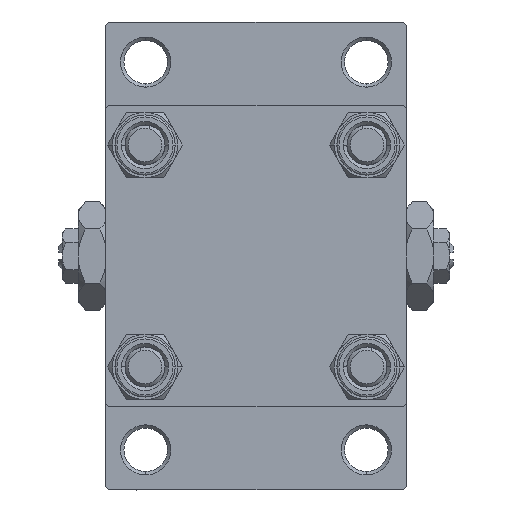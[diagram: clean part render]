
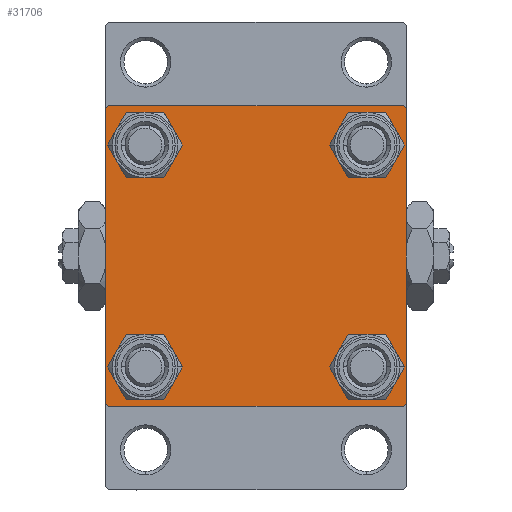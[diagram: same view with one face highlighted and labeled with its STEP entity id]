
A CAD part, left-side view. The second image highlights one B-rep face of the part: STEP entity #31706.
In plain terms, the highlighted planar face has unit normal (-1, 0, 0).
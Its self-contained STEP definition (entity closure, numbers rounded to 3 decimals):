
#592 = DIRECTION ( 'NONE',  ( 0., 0., -1. ) ) ;
#739 = CARTESIAN_POINT ( 'NONE',  ( 0., 16.6, -20.1 ) ) ;
#1184 = CIRCLE ( 'NONE', #5912, 3.5 ) ;
#1364 = DIRECTION ( 'NONE',  ( 0., -1., 0. ) ) ;
#1712 = EDGE_CURVE ( 'NONE', #39095, #44224, #5812, .T. ) ;
#1863 = LINE ( 'NONE', #21052, #45403 ) ;
#2325 = DIRECTION ( 'NONE',  ( 1., 0., 0. ) ) ;
#2607 = VERTEX_POINT ( 'NONE', #38259 ) ;
#3105 = ORIENTED_EDGE ( 'NONE', *, *, #1712, .T. ) ;
#3278 = CARTESIAN_POINT ( 'NONE',  ( 0., -22.25, -22.25 ) ) ;
#3573 = LINE ( 'NONE', #40947, #29200 ) ;
#3920 = CARTESIAN_POINT ( 'NONE',  ( 0., 22.5, 22. ) ) ;
#5370 = ORIENTED_EDGE ( 'NONE', *, *, #39369, .T. ) ;
#5467 = LINE ( 'NONE', #34293, #26914 ) ;
#5812 = CIRCLE ( 'NONE', #12092, 3.5 ) ;
#5912 = AXIS2_PLACEMENT_3D ( 'NONE', #26940, #33666, #23491 ) ;
#6863 = VERTEX_POINT ( 'NONE', #43409 ) ;
#7463 = VERTEX_POINT ( 'NONE', #39618 ) ;
#7912 = ORIENTED_EDGE ( 'NONE', *, *, #31257, .T. ) ;
#8465 = LINE ( 'NONE', #29916, #46656 ) ;
#8757 = ORIENTED_EDGE ( 'NONE', *, *, #47380, .T. ) ;
#8775 = EDGE_LOOP ( 'NONE', ( #12634, #14725, #9490, #7912, #22117, #10954, #41152, #5370 ) ) ;
#9224 = DIRECTION ( 'NONE',  ( 1., 0., 0. ) ) ;
#9261 = DIRECTION ( 'NONE',  ( 1., 0., 0. ) ) ;
#9490 = ORIENTED_EDGE ( 'NONE', *, *, #28289, .T. ) ;
#9617 = DIRECTION ( 'NONE',  ( 0., 0., 1. ) ) ;
#10376 = CARTESIAN_POINT ( 'NONE',  ( 0., -16.6, 13.1 ) ) ;
#10544 = CIRCLE ( 'NONE', #44327, 3.5 ) ;
#10749 = CARTESIAN_POINT ( 'NONE',  ( 0., -22., -22.5 ) ) ;
#10954 = ORIENTED_EDGE ( 'NONE', *, *, #15145, .T. ) ;
#11910 = DIRECTION ( 'NONE',  ( 0., 0.707, 0.707 ) ) ;
#12092 = AXIS2_PLACEMENT_3D ( 'NONE', #46830, #2325, #43141 ) ;
#12634 = ORIENTED_EDGE ( 'NONE', *, *, #45586, .T. ) ;
#12868 = FACE_OUTER_BOUND ( 'NONE', #8775, .T. ) ;
#13099 = EDGE_CURVE ( 'NONE', #38052, #32915, #15952, .T. ) ;
#13144 = EDGE_LOOP ( 'NONE', ( #20908, #18494 ) ) ;
#13545 = VERTEX_POINT ( 'NONE', #43294 ) ;
#13811 = DIRECTION ( 'NONE',  ( 1., 0., 0. ) ) ;
#14378 = CIRCLE ( 'NONE', #41854, 3.5 ) ;
#14725 = ORIENTED_EDGE ( 'NONE', *, *, #35645, .T. ) ;
#15078 = DIRECTION ( 'NONE',  ( 0., 0., 1. ) ) ;
#15145 = EDGE_CURVE ( 'NONE', #2607, #39817, #8465, .T. ) ;
#15394 = EDGE_CURVE ( 'NONE', #44224, #39095, #10544, .T. ) ;
#15617 = EDGE_CURVE ( 'NONE', #31712, #48175, #48266, .T. ) ;
#15839 = FACE_BOUND ( 'NONE', #28240, .T. ) ;
#15952 = CIRCLE ( 'NONE', #21455, 3.5 ) ;
#16902 = DIRECTION ( 'NONE',  ( 0., 0., 1. ) ) ;
#17012 = EDGE_CURVE ( 'NONE', #32915, #38052, #1184, .T. ) ;
#17804 = ORIENTED_EDGE ( 'NONE', *, *, #38435, .T. ) ;
#18494 = ORIENTED_EDGE ( 'NONE', *, *, #13099, .T. ) ;
#18632 = CARTESIAN_POINT ( 'NONE',  ( 0., -16.6, 20.1 ) ) ;
#19070 = CARTESIAN_POINT ( 'NONE',  ( 0., 22., -22.5 ) ) ;
#20109 = CARTESIAN_POINT ( 'NONE',  ( 0., -22., 22.5 ) ) ;
#20264 = FACE_BOUND ( 'NONE', #13144, .T. ) ;
#20505 = DIRECTION ( 'NONE',  ( -1., 0., 0. ) ) ;
#20675 = DIRECTION ( 'NONE',  ( 0., 0., -1. ) ) ;
#20908 = ORIENTED_EDGE ( 'NONE', *, *, #17012, .T. ) ;
#21052 = CARTESIAN_POINT ( 'NONE',  ( 0., 22.5, -22.5 ) ) ;
#21285 = CARTESIAN_POINT ( 'NONE',  ( 0., 16.6, 16.6 ) ) ;
#21391 = ORIENTED_EDGE ( 'NONE', *, *, #15617, .T. ) ;
#21410 = LINE ( 'NONE', #43787, #47759 ) ;
#21455 = AXIS2_PLACEMENT_3D ( 'NONE', #21745, #40908, #21995 ) ;
#21456 = DIRECTION ( 'NONE',  ( 0., 0., 1. ) ) ;
#21504 = EDGE_LOOP ( 'NONE', ( #21391, #44967 ) ) ;
#21745 = CARTESIAN_POINT ( 'NONE',  ( 0., 16.6, -16.6 ) ) ;
#21995 = DIRECTION ( 'NONE',  ( 0., 0., 1. ) ) ;
#22117 = ORIENTED_EDGE ( 'NONE', *, *, #27606, .F. ) ;
#22136 = VECTOR ( 'NONE', #31261, 1000. ) ;
#22539 = CARTESIAN_POINT ( 'NONE',  ( 0., 16.6, 13.1 ) ) ;
#22914 = CARTESIAN_POINT ( 'NONE',  ( 0., 22.5, 22.5 ) ) ;
#23436 = EDGE_LOOP ( 'NONE', ( #17804, #8757 ) ) ;
#23491 = DIRECTION ( 'NONE',  ( 0., 0., 1. ) ) ;
#24206 = FACE_BOUND ( 'NONE', #23436, .T. ) ;
#24369 = CARTESIAN_POINT ( 'NONE',  ( 0., 22.25, 22.25 ) ) ;
#25402 = CARTESIAN_POINT ( 'NONE',  ( 0., 16.6, 16.6 ) ) ;
#26374 = LINE ( 'NONE', #22914, #38728 ) ;
#26674 = VECTOR ( 'NONE', #42025, 1000. ) ;
#26914 = VECTOR ( 'NONE', #592, 1000. ) ;
#26925 = CARTESIAN_POINT ( 'NONE',  ( 0., 16.6, 20.1 ) ) ;
#26940 = CARTESIAN_POINT ( 'NONE',  ( 0., 16.6, -16.6 ) ) ;
#26941 = CARTESIAN_POINT ( 'NONE',  ( 0., 16.6, -13.1 ) ) ;
#27284 = VERTEX_POINT ( 'NONE', #19070 ) ;
#27606 = EDGE_CURVE ( 'NONE', #2607, #7463, #21410, .T. ) ;
#27728 = CARTESIAN_POINT ( 'NONE',  ( 0., -16.6, -16.6 ) ) ;
#28240 = EDGE_LOOP ( 'NONE', ( #38774, #3105 ) ) ;
#28289 = EDGE_CURVE ( 'NONE', #27284, #44310, #1863, .T. ) ;
#28683 = DIRECTION ( 'NONE',  ( 0., 0., 1. ) ) ;
#29101 = AXIS2_PLACEMENT_3D ( 'NONE', #30637, #20505, #39195 ) ;
#29200 = VECTOR ( 'NONE', #41672, 1000. ) ;
#29916 = CARTESIAN_POINT ( 'NONE',  ( 0., -22.25, 22.25 ) ) ;
#30555 = DIRECTION ( 'NONE',  ( 0., -1., 0. ) ) ;
#30637 = CARTESIAN_POINT ( 'NONE',  ( 0., 0., 0. ) ) ;
#30816 = CARTESIAN_POINT ( 'NONE',  ( 0., -16.6, 16.6 ) ) ;
#31257 = EDGE_CURVE ( 'NONE', #44310, #7463, #38105, .T. ) ;
#31261 = DIRECTION ( 'NONE',  ( 0., 0.707, -0.707 ) ) ;
#31520 = CIRCLE ( 'NONE', #40936, 3.5 ) ;
#31706 = ADVANCED_FACE ( 'NONE', ( #15839, #46556, #20264, #24206, #12868 ), #42388, .T. ) ;
#31712 = VERTEX_POINT ( 'NONE', #46079 ) ;
#31717 = VERTEX_POINT ( 'NONE', #26925 ) ;
#32915 = VERTEX_POINT ( 'NONE', #26941 ) ;
#33666 = DIRECTION ( 'NONE',  ( 1., 0., 0. ) ) ;
#34094 = EDGE_CURVE ( 'NONE', #48175, #31712, #44843, .T. ) ;
#34293 = CARTESIAN_POINT ( 'NONE',  ( 0., 22.5, 22.5 ) ) ;
#35645 = EDGE_CURVE ( 'NONE', #13545, #27284, #3573, .T. ) ;
#35917 = LINE ( 'NONE', #24369, #22136 ) ;
#36464 = AXIS2_PLACEMENT_3D ( 'NONE', #43814, #13811, #9617 ) ;
#37703 = DIRECTION ( 'NONE',  ( 1., 0., 0. ) ) ;
#38052 = VERTEX_POINT ( 'NONE', #739 ) ;
#38105 = LINE ( 'NONE', #3278, #26674 ) ;
#38259 = CARTESIAN_POINT ( 'NONE',  ( 0., -22.5, 22. ) ) ;
#38435 = EDGE_CURVE ( 'NONE', #31717, #48651, #31520, .T. ) ;
#38728 = VECTOR ( 'NONE', #30555, 1000. ) ;
#38774 = ORIENTED_EDGE ( 'NONE', *, *, #15394, .T. ) ;
#39095 = VERTEX_POINT ( 'NONE', #10376 ) ;
#39195 = DIRECTION ( 'NONE',  ( 0., 0., 1. ) ) ;
#39350 = AXIS2_PLACEMENT_3D ( 'NONE', #27728, #9261, #16902 ) ;
#39369 = EDGE_CURVE ( 'NONE', #6863, #40616, #35917, .T. ) ;
#39618 = CARTESIAN_POINT ( 'NONE',  ( 0., -22.5, -22. ) ) ;
#39817 = VERTEX_POINT ( 'NONE', #20109 ) ;
#40616 = VERTEX_POINT ( 'NONE', #3920 ) ;
#40640 = DIRECTION ( 'NONE',  ( 1., 0., 0. ) ) ;
#40908 = DIRECTION ( 'NONE',  ( 1., 0., 0. ) ) ;
#40936 = AXIS2_PLACEMENT_3D ( 'NONE', #25402, #40640, #21456 ) ;
#40947 = CARTESIAN_POINT ( 'NONE',  ( 0., 22.25, -22.25 ) ) ;
#41152 = ORIENTED_EDGE ( 'NONE', *, *, #43655, .F. ) ;
#41156 = CARTESIAN_POINT ( 'NONE',  ( 0., -16.6, -20.1 ) ) ;
#41672 = DIRECTION ( 'NONE',  ( 0., -0.707, -0.707 ) ) ;
#41854 = AXIS2_PLACEMENT_3D ( 'NONE', #21285, #9224, #28683 ) ;
#42025 = DIRECTION ( 'NONE',  ( 0., -0.707, 0.707 ) ) ;
#42388 = PLANE ( 'NONE',  #29101 ) ;
#43141 = DIRECTION ( 'NONE',  ( 0., 0., 1. ) ) ;
#43294 = CARTESIAN_POINT ( 'NONE',  ( 0., 22.5, -22. ) ) ;
#43409 = CARTESIAN_POINT ( 'NONE',  ( 0., 22., 22.5 ) ) ;
#43655 = EDGE_CURVE ( 'NONE', #6863, #39817, #26374, .T. ) ;
#43787 = CARTESIAN_POINT ( 'NONE',  ( 0., -22.5, 22.5 ) ) ;
#43814 = CARTESIAN_POINT ( 'NONE',  ( 0., -16.6, -16.6 ) ) ;
#44224 = VERTEX_POINT ( 'NONE', #18632 ) ;
#44310 = VERTEX_POINT ( 'NONE', #10749 ) ;
#44327 = AXIS2_PLACEMENT_3D ( 'NONE', #30816, #37703, #15078 ) ;
#44843 = CIRCLE ( 'NONE', #39350, 3.5 ) ;
#44967 = ORIENTED_EDGE ( 'NONE', *, *, #34094, .T. ) ;
#45403 = VECTOR ( 'NONE', #1364, 1000. ) ;
#45586 = EDGE_CURVE ( 'NONE', #40616, #13545, #5467, .T. ) ;
#46079 = CARTESIAN_POINT ( 'NONE',  ( 0., -16.6, -13.1 ) ) ;
#46556 = FACE_BOUND ( 'NONE', #21504, .T. ) ;
#46656 = VECTOR ( 'NONE', #11910, 1000. ) ;
#46830 = CARTESIAN_POINT ( 'NONE',  ( 0., -16.6, 16.6 ) ) ;
#47380 = EDGE_CURVE ( 'NONE', #48651, #31717, #14378, .T. ) ;
#47759 = VECTOR ( 'NONE', #20675, 1000. ) ;
#48175 = VERTEX_POINT ( 'NONE', #41156 ) ;
#48266 = CIRCLE ( 'NONE', #36464, 3.5 ) ;
#48651 = VERTEX_POINT ( 'NONE', #22539 ) ;
